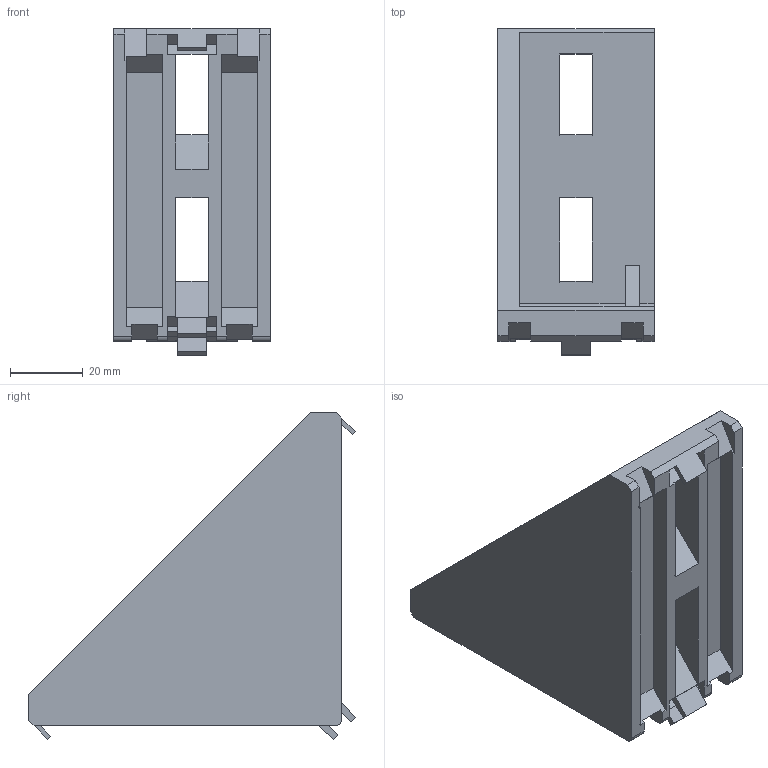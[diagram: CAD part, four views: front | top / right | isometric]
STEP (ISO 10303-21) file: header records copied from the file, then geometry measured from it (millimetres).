
FILE_DESCRIPTION(/* description */ (''),/* implementation_level */ '2;1');
FILE_NAME(/* name */ '40-120-1.step',/* time_stamp */ '2020-10-27T11:30:37-04:00',/* author */ (''),/* organization */ (''),/* preprocessor_version */ 'ST-DEVELOPER v18.1',/* originating_system */ 'Autodesk Translation Framework v9.3.0.1241',/* authorisation */ '');
FILE_SCHEMA (('AUTOMOTIVE_DESIGN { 1 0 10303 214 3 1 1 }'));
Length unit declared in the file: millimetre
Products named in the file (1): 40-120-1
Bounding box: 43 x 89.82 x 89.82 mm (x, y, z)
Volume: 59397.6 mm3; surface area: 27791.3 mm2
Topology: 1 solids, 1 shells, 116 faces, 344 edges, 228 vertices
Faces by surface type: plane 110, cylinder 6
Entity records: 3871 total; most frequent: CARTESIAN_POINT 689, ORIENTED_EDGE 688, DIRECTION 590, EDGE_CURVE 344, LINE 332, VECTOR 332, VERTEX_POINT 228, AXIS2_PLACEMENT_3D 129
